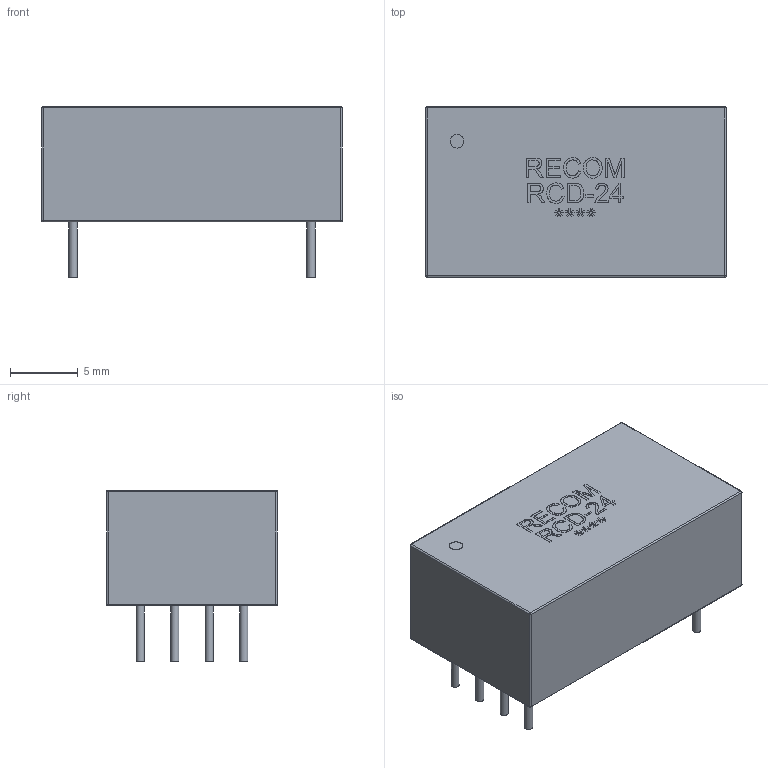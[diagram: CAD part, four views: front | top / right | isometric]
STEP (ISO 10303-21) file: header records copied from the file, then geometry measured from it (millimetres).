
FILE_DESCRIPTION( ( 'Unknown' ), '1' );
FILE_NAME( 'RCD-24.stp', 'Unknown', ( 'Unknown' ), ( 'Unknown' ), 'XStep 1.0', 'Unknown', ' ' );
FILE_SCHEMA( ( 'automotive_design' ) );
Length unit declared in the file: millimetre
Products named in the file (1): 1
Bounding box: 22.1 x 12.55 x 12.6 mm (x, y, z)
Volume: 2364 mm3; surface area: 1184.8 mm2
Topology: 1 solids, 1 shells, 201 faces, 500 edges, 320 vertices
Faces by surface type: plane 114, extrusion 60, cylinder 19, sphere 8
Full cylindrical faces by diameter (mm): 0.6 x6, 1 x1
Entity records: 8739 total; most frequent: CARTESIAN_POINT 2937, ORIENTED_EDGE 966, DIRECTION 583, EDGE_CURVE 483, B_SPLINE_CURVE_WITH_KNOTS 342, VERTEX_POINT 320, EDGE_LOOP 237, VECTOR 223
